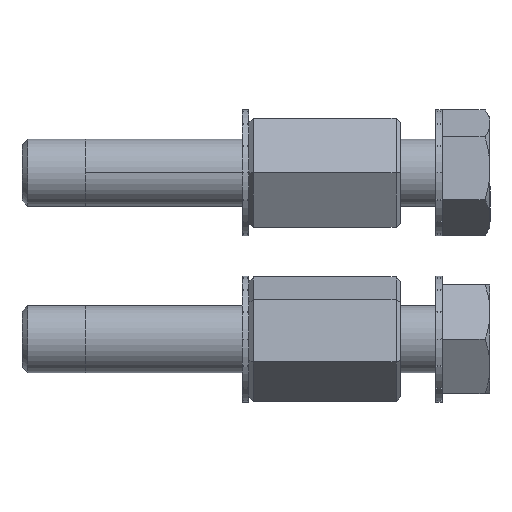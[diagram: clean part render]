
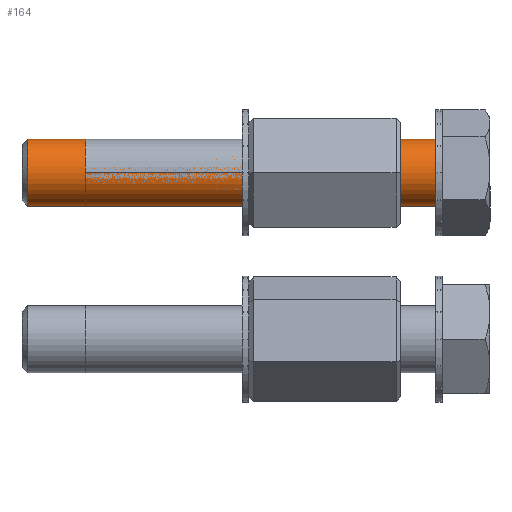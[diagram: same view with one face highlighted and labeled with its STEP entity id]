
A CAD part, left-side view. The second image highlights one B-rep face of the part: STEP entity #164.
In plain terms, the highlighted cylindrical face has radius 4 mm (diameter 8 mm), a partial arc.
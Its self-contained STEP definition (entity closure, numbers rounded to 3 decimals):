
#164=ADVANCED_FACE('',(#546),#547,.T.);
#546=FACE_OUTER_BOUND('',#1252,.T.);
#547=CYLINDRICAL_SURFACE('',#1253,4.0);
#1252=EDGE_LOOP('',(#3359,#3360,#3361,#3362));
#1253=AXIS2_PLACEMENT_3D('',#3363,#3364,#3365);
#3359=ORIENTED_EDGE('',*,*,#5746,.F.);
#3360=ORIENTED_EDGE('',*,*,#5755,.T.);
#3361=ORIENTED_EDGE('',*,*,#5748,.T.);
#3362=ORIENTED_EDGE('',*,*,#5756,.T.);
#3363=CARTESIAN_POINT('',(-2.261,-28.785,0.585));
#3364=DIRECTION('',(0.,-1.0,0.));
#3365=DIRECTION('',(0.0,0.,1.0));
#5746=EDGE_CURVE('',#6714,#6716,#6717,.T.);
#5748=EDGE_CURVE('',#6713,#6718,#6720,.T.);
#5755=EDGE_CURVE('',#6714,#6713,#6732,.T.);
#5756=EDGE_CURVE('',#6718,#6716,#6733,.T.);
#6713=VERTEX_POINT('',#8299);
#6714=VERTEX_POINT('',#8300);
#6716=VERTEX_POINT('',#8302);
#6717=LINE('',#8303,#8304);
#6718=VERTEX_POINT('',#8305);
#6720=LINE('',#8307,#8308);
#6732=CIRCLE('',#8326,4.0);
#6733=CIRCLE('',#8327,4.0);
#8299=CARTESIAN_POINT('',(-2.261,-23.105,4.585));
#8300=CARTESIAN_POINT('',(-2.261,-23.105,-3.415));
#8302=CARTESIAN_POINT('',(-2.261,26.204,-3.415));
#8303=CARTESIAN_POINT('',(-2.261,-28.785,-3.415));
#8304=VECTOR('',#11871,1000.0);
#8305=CARTESIAN_POINT('',(-2.261,26.204,4.585));
#8307=CARTESIAN_POINT('',(-2.261,-28.785,4.585));
#8308=VECTOR('',#11875,1000.0);
#8326=AXIS2_PLACEMENT_3D('',#11885,#11886,#11887);
#8327=AXIS2_PLACEMENT_3D('',#11888,#11889,#11890);
#11871=DIRECTION('',(0.,1.0,0.));
#11875=DIRECTION('',(0.,1.0,0.));
#11885=CARTESIAN_POINT('',(-2.261,-23.105,0.585));
#11886=DIRECTION('',(0.,1.0,0.));
#11887=DIRECTION('',(0.0,0.,1.0));
#11888=CARTESIAN_POINT('',(-2.261,26.204,0.585));
#11889=DIRECTION('',(0.,-1.0,0.));
#11890=DIRECTION('',(0.0,0.,1.0));
